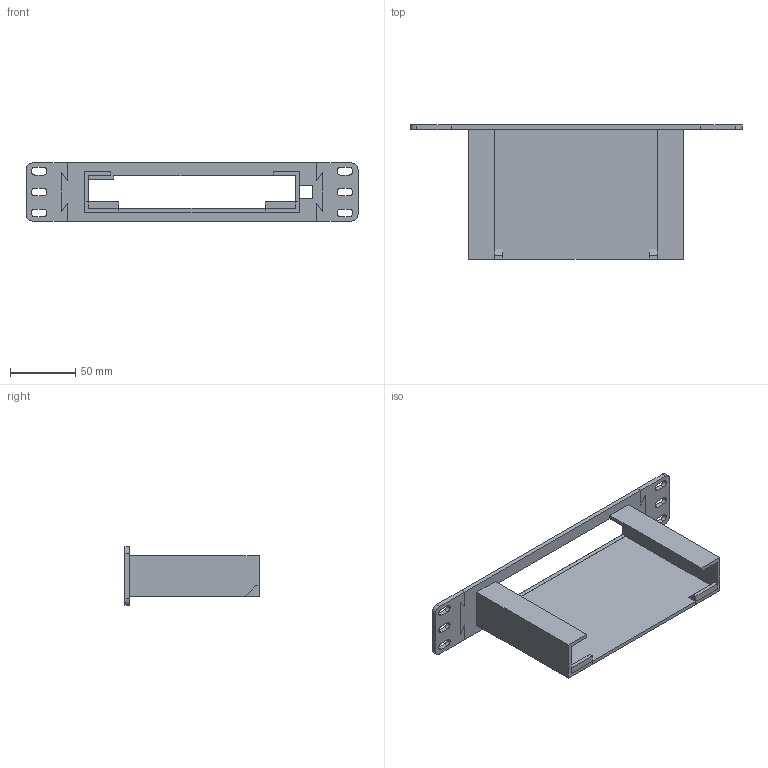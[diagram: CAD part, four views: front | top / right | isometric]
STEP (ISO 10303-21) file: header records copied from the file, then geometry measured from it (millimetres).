
FILE_DESCRIPTION(('FreeCAD Model'),'2;1');
FILE_NAME('Open CASCADE Shape Model','2025-05-09T16:38:40',(''),(''), 'Open CASCADE STEP processor 7.6','FreeCAD','Unknown');
FILE_SCHEMA(('AUTOMOTIVE_DESIGN { 1 0 10303 214 1 1 1 1 }'));
Length unit declared in the file: millimetre
Products named in the file (4): Final with cut; Slice001.0; Slice001.1; Slice001.2
Assembly tree (3 placements, depth 2):
  Final with cut
    Slice001.0
    Slice001.1
    Slice001.2
Bounding box: 254 x 102.6 x 44.5 mm (x, y, z)
Volume: 101008.7 mm3; surface area: 70323.6 mm2
Topology: 3 solids, 3 shells, 130 faces, 376 edges, 250 vertices
Faces by surface type: plane 102, cylinder 28
Entity records: 9294 total; most frequent: CARTESIAN_POINT 1596, DIRECTION 1438, LINE 1016, VECTOR 1016, ORIENTED_EDGE 752, PCURVE 752, DEFINITIONAL_REPRESENTATION 752, EDGE_CURVE 376
